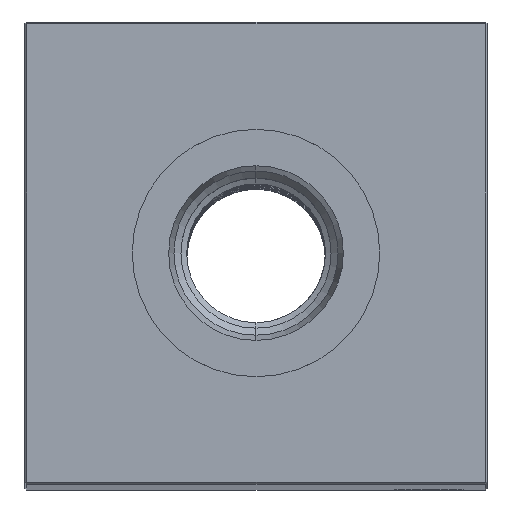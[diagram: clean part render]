
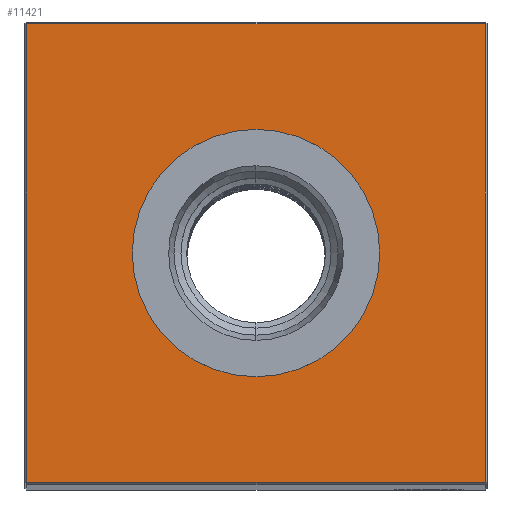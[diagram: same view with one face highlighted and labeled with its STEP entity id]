
A CAD part, top view. The second image highlights one B-rep face of the part: STEP entity #11421.
In plain terms, the highlighted planar face has unit normal (0, 0, 1).
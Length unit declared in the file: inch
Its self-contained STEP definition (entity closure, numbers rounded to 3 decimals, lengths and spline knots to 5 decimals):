
#828 = AXIS2_PLACEMENT_3D ( 'NONE', #6108, #1726, #20631 ) ;
#1726 = DIRECTION ( 'NONE',  ( 0., 0., -1. ) ) ;
#1740 = DIRECTION ( 'NONE',  ( 0., -1., 0. ) ) ;
#1924 = DIRECTION ( 'NONE',  ( -1., 0., 0. ) ) ;
#2654 = LINE ( 'NONE', #24481, #7558 ) ;
#3393 = DIRECTION ( 'NONE',  ( 0., 1., 0. ) ) ;
#3443 = CIRCLE ( 'NONE', #26662, 0.66929 ) ;
#4165 = FACE_BOUND ( 'NONE', #15374, .T. ) ;
#4700 = CARTESIAN_POINT ( 'NONE',  ( -1.24, 0., 18.25 ) ) ;
#4934 = DIRECTION ( 'NONE',  ( 1., 0., 0. ) ) ;
#5356 = EDGE_LOOP ( 'NONE', ( #30166, #12953, #25811, #13948 ) ) ;
#5364 = EDGE_CURVE ( 'NONE', #26734, #6934, #25674, .T. ) ;
#5421 = CARTESIAN_POINT ( 'NONE',  ( 1.24, 1.24, 18.25 ) ) ;
#6108 = CARTESIAN_POINT ( 'NONE',  ( 0., 0., 18.25 ) ) ;
#6578 = FACE_OUTER_BOUND ( 'NONE', #5356, .T. ) ;
#6934 = VERTEX_POINT ( 'NONE', #31744 ) ;
#7558 = VECTOR ( 'NONE', #4934, 39.37008 ) ;
#9809 = VECTOR ( 'NONE', #3393, 39.37008 ) ;
#10676 = LINE ( 'NONE', #20830, #9809 ) ;
#11421 = ADVANCED_FACE ( 'NONE', ( #6578, #4165 ), #23861, .F. ) ;
#11454 = CARTESIAN_POINT ( 'NONE',  ( 0., 1.24, 18.25 ) ) ;
#11781 = EDGE_CURVE ( 'NONE', #22610, #30040, #24542, .T. ) ;
#12357 = ORIENTED_EDGE ( 'NONE', *, *, #24647, .T. ) ;
#12953 = ORIENTED_EDGE ( 'NONE', *, *, #24856, .T. ) ;
#13948 = ORIENTED_EDGE ( 'NONE', *, *, #5364, .T. ) ;
#14511 = CARTESIAN_POINT ( 'NONE',  ( 0., 0., 18.25 ) ) ;
#14591 = CARTESIAN_POINT ( 'NONE',  ( 0., 0.66929, 18.25 ) ) ;
#15374 = EDGE_LOOP ( 'NONE', ( #27103, #12357 ) ) ;
#16451 = DIRECTION ( 'NONE',  ( -1., 0., 0. ) ) ;
#16972 = LINE ( 'NONE', #4700, #28658 ) ;
#18146 = CARTESIAN_POINT ( 'NONE',  ( 0., -0.66929, 18.25 ) ) ;
#20631 = DIRECTION ( 'NONE',  ( -1., 0., 0. ) ) ;
#20765 = VERTEX_POINT ( 'NONE', #22659 ) ;
#20830 = CARTESIAN_POINT ( 'NONE',  ( 1.24, 0., 18.25 ) ) ;
#21080 = EDGE_CURVE ( 'NONE', #20765, #26734, #10676, .T. ) ;
#22335 = CARTESIAN_POINT ( 'NONE',  ( -1.24, -1.24, 18.25 ) ) ;
#22610 = VERTEX_POINT ( 'NONE', #14591 ) ;
#22659 = CARTESIAN_POINT ( 'NONE',  ( 1.24, -1.24, 18.25 ) ) ;
#22818 = EDGE_CURVE ( 'NONE', #6934, #29954, #16972, .T. ) ;
#23861 = PLANE ( 'NONE',  #828 ) ;
#24481 = CARTESIAN_POINT ( 'NONE',  ( 0., -1.24, 18.25 ) ) ;
#24519 = DIRECTION ( 'NONE',  ( -1., 0., 0. ) ) ;
#24542 = CIRCLE ( 'NONE', #28664, 0.66929 ) ;
#24647 = EDGE_CURVE ( 'NONE', #30040, #22610, #3443, .T. ) ;
#24856 = EDGE_CURVE ( 'NONE', #29954, #20765, #2654, .T. ) ;
#25674 = LINE ( 'NONE', #11454, #31939 ) ;
#25811 = ORIENTED_EDGE ( 'NONE', *, *, #21080, .T. ) ;
#26012 = CARTESIAN_POINT ( 'NONE',  ( 0., 0., 18.25 ) ) ;
#26662 = AXIS2_PLACEMENT_3D ( 'NONE', #14511, #31916, #24519 ) ;
#26734 = VERTEX_POINT ( 'NONE', #5421 ) ;
#27103 = ORIENTED_EDGE ( 'NONE', *, *, #11781, .T. ) ;
#28658 = VECTOR ( 'NONE', #1740, 39.37008 ) ;
#28664 = AXIS2_PLACEMENT_3D ( 'NONE', #26012, #30838, #1924 ) ;
#29954 = VERTEX_POINT ( 'NONE', #22335 ) ;
#30040 = VERTEX_POINT ( 'NONE', #18146 ) ;
#30166 = ORIENTED_EDGE ( 'NONE', *, *, #22818, .T. ) ;
#30838 = DIRECTION ( 'NONE',  ( 0., 0., -1. ) ) ;
#31744 = CARTESIAN_POINT ( 'NONE',  ( -1.24, 1.24, 18.25 ) ) ;
#31916 = DIRECTION ( 'NONE',  ( 0., 0., -1. ) ) ;
#31939 = VECTOR ( 'NONE', #16451, 39.37008 ) ;
